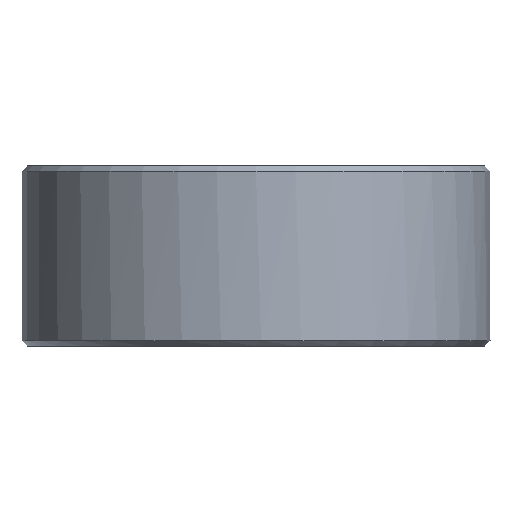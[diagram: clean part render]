
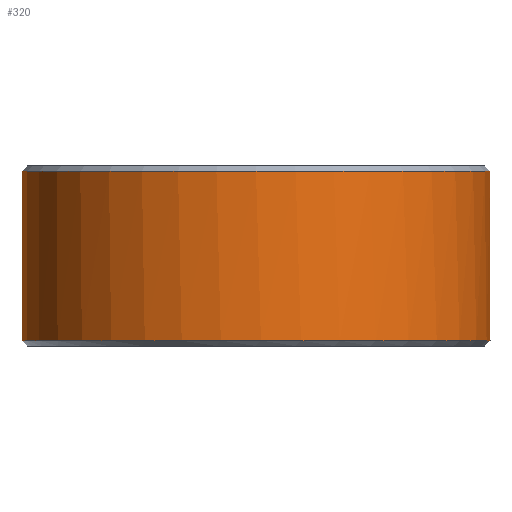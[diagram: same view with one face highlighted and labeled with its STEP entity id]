
A CAD part, front view. The second image highlights one B-rep face of the part: STEP entity #320.
In plain terms, the highlighted cylindrical face has radius 13 mm (diameter 26 mm), a full revolution.
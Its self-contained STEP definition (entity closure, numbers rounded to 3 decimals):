
#25 = ORIENTED_EDGE ( 'NONE', *, *, #1318, .T. ) ;
#40 = ORIENTED_EDGE ( 'NONE', *, *, #554, .F. ) ;
#54 = CARTESIAN_POINT ( 'NONE',  ( -12.988, 0.55, 4. ) ) ;
#84 = CARTESIAN_POINT ( 'NONE',  ( -12.988, -0.55, 4. ) ) ;
#94 = CARTESIAN_POINT ( 'NONE',  ( 0., 0., 5. ) ) ;
#163 = CARTESIAN_POINT ( 'NONE',  ( 0., 0., 4. ) ) ;
#169 = CARTESIAN_POINT ( 'NONE',  ( -12.988, -0.55, 4.7 ) ) ;
#174 = CIRCLE ( 'NONE', #1492, 13. ) ;
#182 = FACE_OUTER_BOUND ( 'NONE', #2221, .T. ) ;
#183 = CARTESIAN_POINT ( 'NONE',  ( -12.988, -0.55, 4. ) ) ;
#254 = CARTESIAN_POINT ( 'NONE',  ( 0., 0., 4.7 ) ) ;
#266 = ORIENTED_EDGE ( 'NONE', *, *, #839, .T. ) ;
#320 = ADVANCED_FACE ( 'NONE', ( #1112, #182 ), #1104, .T. ) ;
#349 = DIRECTION ( 'NONE',  ( 0., 0., -1. ) ) ;
#365 = CARTESIAN_POINT ( 'NONE',  ( 0., 0., 4.7 ) ) ;
#366 = AXIS2_PLACEMENT_3D ( 'NONE', #163, #725, #863 ) ;
#391 = LINE ( 'NONE', #2202, #1908 ) ;
#402 = VERTEX_POINT ( 'NONE', #2020 ) ;
#429 = DIRECTION ( 'NONE',  ( -1., 0., 0. ) ) ;
#433 = EDGE_CURVE ( 'NONE', #402, #402, #912, .T. ) ;
#469 = DIRECTION ( 'NONE',  ( 0., 0., 1. ) ) ;
#497 = VERTEX_POINT ( 'NONE', #1027 ) ;
#554 = EDGE_CURVE ( 'NONE', #1548, #497, #2259, .T. ) ;
#584 = CARTESIAN_POINT ( 'NONE',  ( 0., 0., 4. ) ) ;
#661 = ORIENTED_EDGE ( 'NONE', *, *, #971, .T. ) ;
#725 = DIRECTION ( 'NONE',  ( 0., 0., 1. ) ) ;
#743 = VECTOR ( 'NONE', #469, 1000. ) ;
#808 = VERTEX_POINT ( 'NONE', #84 ) ;
#811 = DIRECTION ( 'NONE',  ( -1., 0., 0. ) ) ;
#839 = EDGE_CURVE ( 'NONE', #1116, #1701, #2091, .T. ) ;
#863 = DIRECTION ( 'NONE',  ( -1., 0., 0. ) ) ;
#879 = AXIS2_PLACEMENT_3D ( 'NONE', #94, #2218, #429 ) ;
#893 = VECTOR ( 'NONE', #1679, 1000. ) ;
#912 = CIRCLE ( 'NONE', #2155, 13. ) ;
#962 = ORIENTED_EDGE ( 'NONE', *, *, #433, .F. ) ;
#971 = EDGE_CURVE ( 'NONE', #1754, #808, #1446, .T. ) ;
#979 = DIRECTION ( 'NONE',  ( 0., 0., -1. ) ) ;
#1026 = ORIENTED_EDGE ( 'NONE', *, *, #1131, .T. ) ;
#1027 = CARTESIAN_POINT ( 'NONE',  ( 12.988, 0.55, 4. ) ) ;
#1072 = AXIS2_PLACEMENT_3D ( 'NONE', #254, #979, #811 ) ;
#1081 = DIRECTION ( 'NONE',  ( 0., 0., -1. ) ) ;
#1104 = CYLINDRICAL_SURFACE ( 'NONE', #879, 13. ) ;
#1112 = FACE_OUTER_BOUND ( 'NONE', #2273, .T. ) ;
#1116 = VERTEX_POINT ( 'NONE', #54 ) ;
#1131 = EDGE_CURVE ( 'NONE', #1701, #1313, #2171, .T. ) ;
#1138 = ORIENTED_EDGE ( 'NONE', *, *, #1785, .T. ) ;
#1141 = ORIENTED_EDGE ( 'NONE', *, *, #1880, .F. ) ;
#1145 = CARTESIAN_POINT ( 'NONE',  ( 12.988, 0.55, 4.7 ) ) ;
#1223 = VERTEX_POINT ( 'NONE', #1920 ) ;
#1288 = DIRECTION ( 'NONE',  ( -1., 0., 0. ) ) ;
#1290 = EDGE_CURVE ( 'NONE', #1548, #1223, #391, .T. ) ;
#1313 = VERTEX_POINT ( 'NONE', #1145 ) ;
#1318 = EDGE_CURVE ( 'NONE', #1313, #497, #1484, .T. ) ;
#1340 = VECTOR ( 'NONE', #1661, 1000. ) ;
#1359 = CARTESIAN_POINT ( 'NONE',  ( -12.988, 0.55, 4. ) ) ;
#1446 = LINE ( 'NONE', #183, #1340 ) ;
#1484 = LINE ( 'NONE', #1497, #893 ) ;
#1492 = AXIS2_PLACEMENT_3D ( 'NONE', #365, #1081, #2320 ) ;
#1497 = CARTESIAN_POINT ( 'NONE',  ( 12.988, 0.55, 4. ) ) ;
#1533 = AXIS2_PLACEMENT_3D ( 'NONE', #584, #2354, #1288 ) ;
#1548 = VERTEX_POINT ( 'NONE', #1832 ) ;
#1592 = ORIENTED_EDGE ( 'NONE', *, *, #1290, .T. ) ;
#1593 = DIRECTION ( 'NONE',  ( 1., 0., 0. ) ) ;
#1611 = CIRCLE ( 'NONE', #1533, 13. ) ;
#1658 = DIRECTION ( 'NONE',  ( 0., 0., 1. ) ) ;
#1661 = DIRECTION ( 'NONE',  ( 0., 0., -1. ) ) ;
#1679 = DIRECTION ( 'NONE',  ( 0., 0., -1. ) ) ;
#1701 = VERTEX_POINT ( 'NONE', #2019 ) ;
#1746 = CARTESIAN_POINT ( 'NONE',  ( 0., 0., -4.7 ) ) ;
#1754 = VERTEX_POINT ( 'NONE', #169 ) ;
#1785 = EDGE_CURVE ( 'NONE', #1223, #1754, #174, .T. ) ;
#1832 = CARTESIAN_POINT ( 'NONE',  ( 12.988, -0.55, 4. ) ) ;
#1880 = EDGE_CURVE ( 'NONE', #1116, #808, #1611, .T. ) ;
#1908 = VECTOR ( 'NONE', #1658, 1000. ) ;
#1920 = CARTESIAN_POINT ( 'NONE',  ( 12.988, -0.55, 4.7 ) ) ;
#2019 = CARTESIAN_POINT ( 'NONE',  ( -12.988, 0.55, 4.7 ) ) ;
#2020 = CARTESIAN_POINT ( 'NONE',  ( 13., 0., -4.7 ) ) ;
#2091 = LINE ( 'NONE', #1359, #743 ) ;
#2155 = AXIS2_PLACEMENT_3D ( 'NONE', #1746, #349, #1593 ) ;
#2171 = CIRCLE ( 'NONE', #1072, 13. ) ;
#2202 = CARTESIAN_POINT ( 'NONE',  ( 12.988, -0.55, 4. ) ) ;
#2218 = DIRECTION ( 'NONE',  ( 0., 0., -1. ) ) ;
#2221 = EDGE_LOOP ( 'NONE', ( #962 ) ) ;
#2259 = CIRCLE ( 'NONE', #366, 13. ) ;
#2273 = EDGE_LOOP ( 'NONE', ( #40, #1592, #1138, #661, #1141, #266, #1026, #25 ) ) ;
#2320 = DIRECTION ( 'NONE',  ( -1., 0., 0. ) ) ;
#2354 = DIRECTION ( 'NONE',  ( 0., 0., 1. ) ) ;
